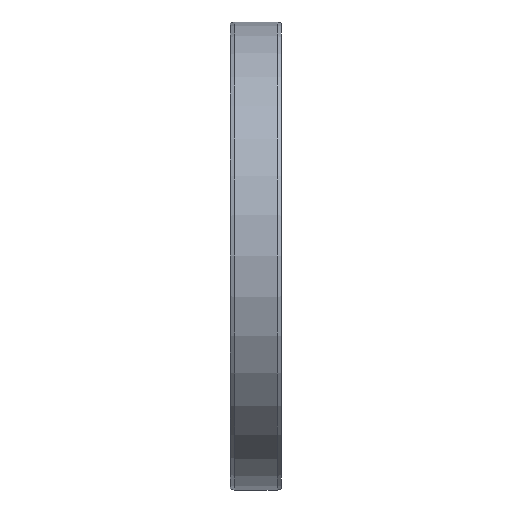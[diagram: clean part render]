
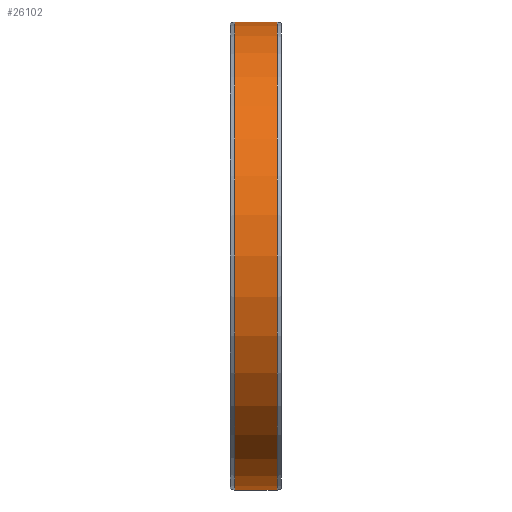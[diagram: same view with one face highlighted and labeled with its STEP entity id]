
A CAD part, left-side view. The second image highlights one B-rep face of the part: STEP entity #26102.
In plain terms, the highlighted cylindrical face has radius 55 mm (diameter 110 mm), a partial arc.
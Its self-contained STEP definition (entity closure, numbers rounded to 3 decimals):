
#25221=CARTESIAN_POINT('',(0.,5.,0.));
#25222=DIRECTION('',(0.,1.,0.));
#25223=DIRECTION('',(0.,0.,-1.));
#25224=AXIS2_PLACEMENT_3D('',#25221,#25222,#25223);
#25251=DIRECTION('',(0.,1.,0.));
#25252=VECTOR('',#25251,10.);
#25253=CARTESIAN_POINT('',(0.,-5.,-55.));
#25254=LINE('',#25253,#25252);
#25266=DIRECTION('',(0.,1.,0.));
#25267=VECTOR('',#25266,10.);
#25268=CARTESIAN_POINT('',(0.,-5.,55.));
#25269=LINE('',#25268,#25267);
#25273=CARTESIAN_POINT('',(0.,-5.,0.));
#25274=DIRECTION('',(0.,1.,0.));
#25275=DIRECTION('',(0.,0.,-1.));
#25276=AXIS2_PLACEMENT_3D('',#25273,#25274,#25275);
#25704=CARTESIAN_POINT('',(0.,-5.,-55.));
#25706=VERTEX_POINT('',#25704);
#25707=CARTESIAN_POINT('',(0.,5.,-55.));
#25708=VERTEX_POINT('',#25707);
#25722=CARTESIAN_POINT('',(0.,-5.,55.));
#25724=VERTEX_POINT('',#25722);
#25725=CARTESIAN_POINT('',(0.,5.,55.));
#25726=VERTEX_POINT('',#25725);
#26091=CARTESIAN_POINT('',(0.,-6.6,0.));
#26092=DIRECTION('',(0.,1.,0.));
#26093=DIRECTION('',(0.,0.,-1.));
#26094=AXIS2_PLACEMENT_3D('',#26091,#26092,#26093);
#26095=CYLINDRICAL_SURFACE('',#26094,55.);
#26096=ORIENTED_EDGE('',*,*,#26082,.T.);
#26097=ORIENTED_EDGE('',*,*,#26059,.T.);
#26098=ORIENTED_EDGE('',*,*,#26085,.F.);
#26099=ORIENTED_EDGE('',*,*,#25777,.F.);
#26100=EDGE_LOOP('',(#26096,#26097,#26098,#26099));
#26101=FACE_OUTER_BOUND('',#26100,.F.);
#25225=CIRCLE('',#25224,55.);
#25277=CIRCLE('',#25276,55.);
#25777=EDGE_CURVE('',#25706,#25724,#25277,.T.);
#26059=EDGE_CURVE('',#25708,#25726,#25225,.T.);
#26082=EDGE_CURVE('',#25706,#25708,#25254,.T.);
#26085=EDGE_CURVE('',#25724,#25726,#25269,.T.);
#26102=ADVANCED_FACE('',(#26101),#26095,.T.);
